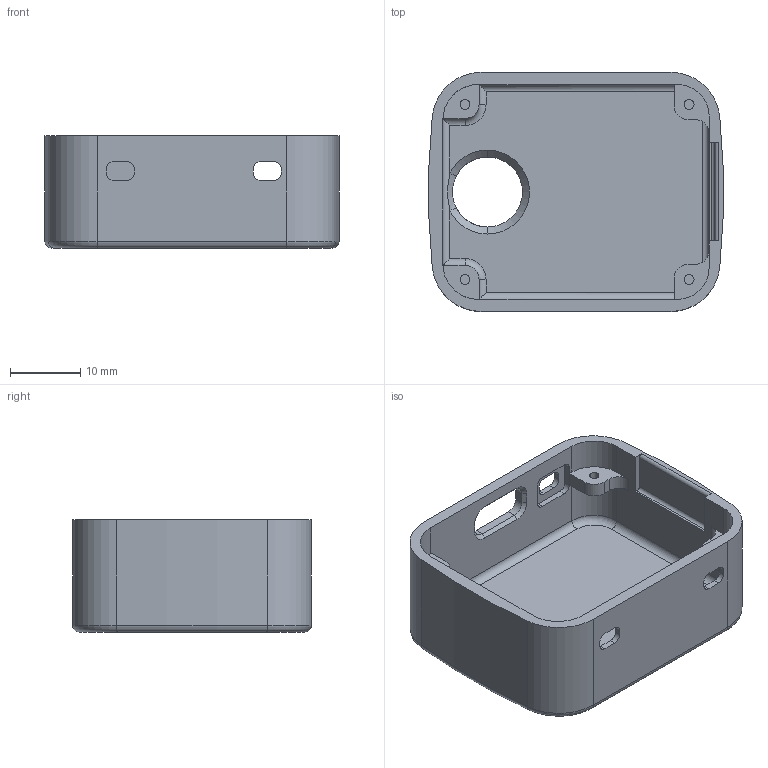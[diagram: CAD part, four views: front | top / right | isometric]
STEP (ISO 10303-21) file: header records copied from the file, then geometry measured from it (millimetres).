
FILE_DESCRIPTION (( 'STEP AP203' ), '1' );
FILE_NAME ('蚾饜极.STEP', '2024-01-15T13:44:04', ( '' ), ( '' ), 'SwSTEP 2.0', 'SolidWorks 2022', '' );
FILE_SCHEMA (( 'CONFIG_CONTROL_DESIGN' ));
Length unit declared in the file: millimetre
Products named in the file (3): 蚾庉; 俋褲; 蚾饜极
Assembly tree (2 placements, depth 2):
  蚾饜极
    俋褲
    蚾庉
Bounding box: 42.01 x 34.13 x 16 mm (x, y, z)
Volume: 5943.4 mm3; surface area: 7186.3 mm2
Topology: 5 solids, 5 shells, 193 faces, 485 edges, 312 vertices
Faces by surface type: plane 101, cylinder 72, torus 12, cone 7, bspline 1
Entity records: 6278 total; most frequent: CARTESIAN_POINT 1200, DIRECTION 1031, ORIENTED_EDGE 970, EDGE_CURVE 485, AXIS2_PLACEMENT_3D 359, VECTOR 313, LINE 313, VERTEX_POINT 312
